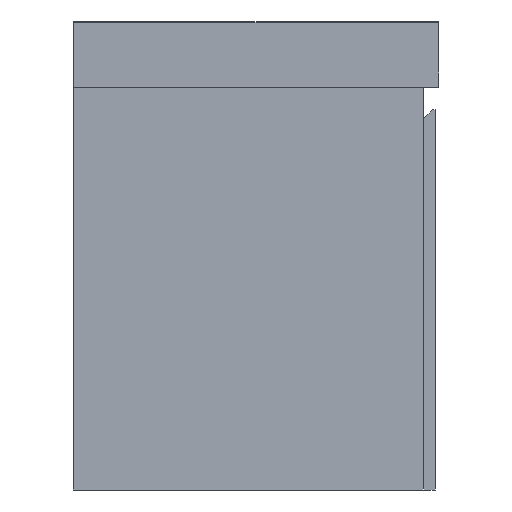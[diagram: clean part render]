
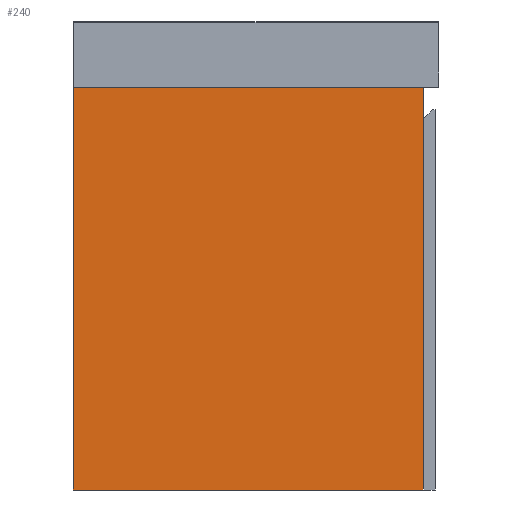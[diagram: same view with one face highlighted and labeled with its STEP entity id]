
A CAD part, left-side view. The second image highlights one B-rep face of the part: STEP entity #240.
In plain terms, the highlighted planar face has unit normal (-1, 0, 0).
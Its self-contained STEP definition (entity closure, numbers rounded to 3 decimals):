
#240=ADVANCED_FACE('',(#319),#1230,.T.);
#319=FACE_OUTER_BOUND('',#398,.T.);
#398=EDGE_LOOP('',(#621,#622,#623,#624));
#621=ORIENTED_EDGE('',*,*,#859,.F.);
#622=ORIENTED_EDGE('',*,*,#846,.T.);
#623=ORIENTED_EDGE('',*,*,#857,.T.);
#624=ORIENTED_EDGE('',*,*,#858,.F.);
#846=EDGE_CURVE('',#1138,#1137,#1009,.T.);
#857=EDGE_CURVE('',#1137,#1145,#1020,.T.);
#858=EDGE_CURVE('',#1146,#1145,#1021,.T.);
#859=EDGE_CURVE('',#1138,#1146,#1022,.T.);
#1009=B_SPLINE_CURVE_WITH_KNOTS('',1,(#2156,#2157),.UNSPECIFIED.,.F.,.F.,
(2,2),(-550.,0.),.UNSPECIFIED.);
#1020=B_SPLINE_CURVE_WITH_KNOTS('',1,(#2178,#2179),.UNSPECIFIED.,.F.,.F.,
(2,2),(-479.,0.),.UNSPECIFIED.);
#1021=B_SPLINE_CURVE_WITH_KNOTS('',1,(#2180,#2181),.UNSPECIFIED.,.F.,.F.,
(2,2),(-550.,0.),.UNSPECIFIED.);
#1022=B_SPLINE_CURVE_WITH_KNOTS('',1,(#2182,#2183),.UNSPECIFIED.,.F.,.F.,
(2,2),(-479.,0.),.UNSPECIFIED.);
#1137=VERTEX_POINT('',#2136);
#1138=VERTEX_POINT('',#2137);
#1145=VERTEX_POINT('',#2144);
#1146=VERTEX_POINT('',#2145);
#1230=PLANE('',#1430);
#1430=AXIS2_PLACEMENT_3D('',#2125,#1524,$);
#1524=DIRECTION('',(-1.,0.,0.));
#2125=CARTESIAN_POINT('',(-594.,-330.,526.9));
#2136=CARTESIAN_POINT('',(-594.,275.,479.));
#2137=CARTESIAN_POINT('',(-594.,-275.,479.));
#2144=CARTESIAN_POINT('',(-594.,275.,0.));
#2145=CARTESIAN_POINT('',(-594.,-275.,0.));
#2156=CARTESIAN_POINT('',(-594.,-275.,479.));
#2157=CARTESIAN_POINT('',(-594.,275.,479.));
#2178=CARTESIAN_POINT('',(-594.,275.,479.));
#2179=CARTESIAN_POINT('',(-594.,275.,0.));
#2180=CARTESIAN_POINT('',(-594.,-275.,0.));
#2181=CARTESIAN_POINT('',(-594.,275.,0.));
#2182=CARTESIAN_POINT('',(-594.,-275.,479.));
#2183=CARTESIAN_POINT('',(-594.,-275.,0.));
